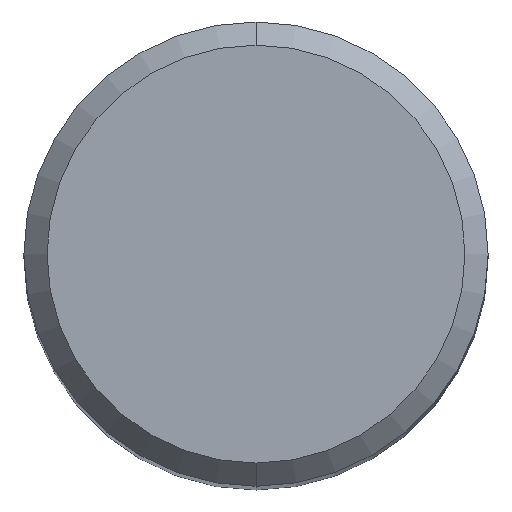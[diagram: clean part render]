
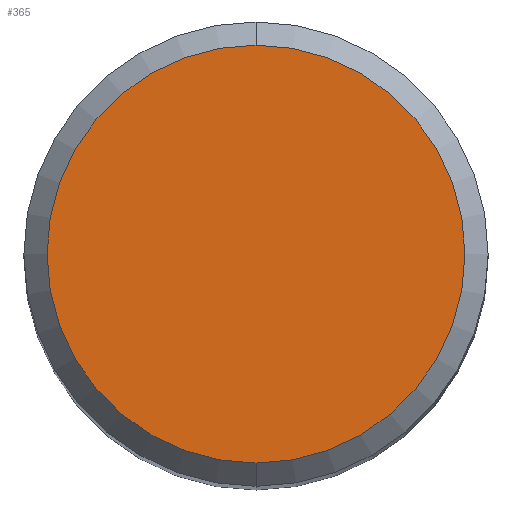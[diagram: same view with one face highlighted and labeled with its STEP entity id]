
A CAD part, top view. The second image highlights one B-rep face of the part: STEP entity #365.
In plain terms, the highlighted planar face has unit normal (0, 0, 1).
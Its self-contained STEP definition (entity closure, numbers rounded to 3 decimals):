
#229=EDGE_CURVE('',#349,#265,#542,.T.);
#265=VERTEX_POINT('',#584);
#283=EDGE_CURVE('',#265,#349,#602,.T.);
#349=VERTEX_POINT('',#673);
#365=ADVANCED_FACE('',(#691),#692,.T.);
#542=CIRCLE('',#917,5.4);
#584=CARTESIAN_POINT('',(0.0,5.4,0.0));
#602=CIRCLE('',#1040,5.4);
#673=CARTESIAN_POINT('',(0.,-5.4,0.0));
#691=FACE_OUTER_BOUND('',#1291,.T.);
#692=PLANE('',#1292);
#917=AXIS2_PLACEMENT_3D('',#1601,#1602,#1603);
#1040=AXIS2_PLACEMENT_3D('',#1659,#1660,#1661);
#1291=EDGE_LOOP('',(#1748,#1749));
#1292=AXIS2_PLACEMENT_3D('',#1750,#1751,#1752);
#1601=CARTESIAN_POINT('',(0.0,0.0,0.0));
#1602=DIRECTION('',(0.0,0.0,-1.0));
#1603=DIRECTION('',(0.0,1.0,0.0));
#1659=CARTESIAN_POINT('',(0.0,0.0,0.0));
#1660=DIRECTION('',(0.0,0.0,-1.0));
#1661=DIRECTION('',(0.0,1.0,0.0));
#1748=ORIENTED_EDGE('',*,*,#283,.F.);
#1749=ORIENTED_EDGE('',*,*,#229,.F.);
#1750=CARTESIAN_POINT('',(0.0,2.7,0.0));
#1751=DIRECTION('',(-0.0,0.0,1.0));
#1752=DIRECTION('',(0.0,-1.0,0.0));
